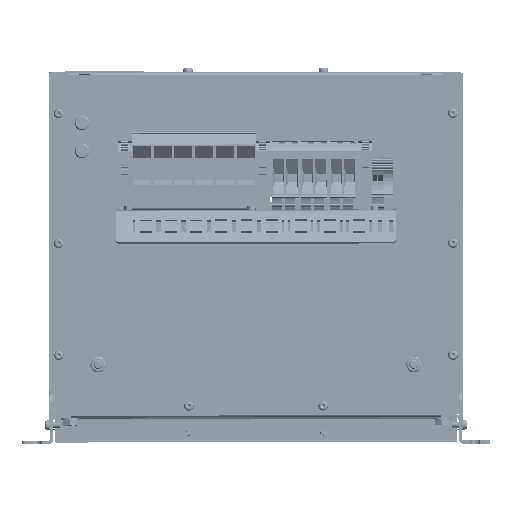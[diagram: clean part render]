
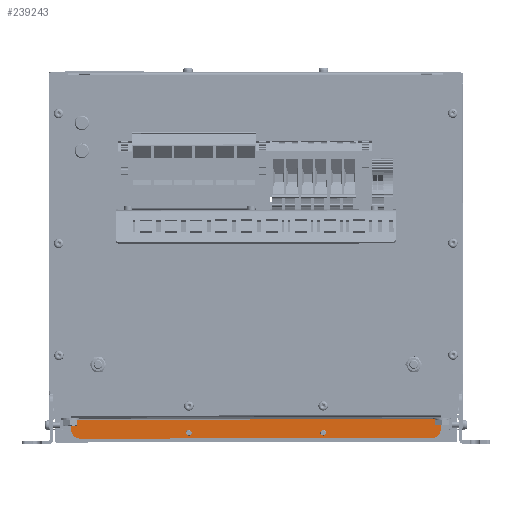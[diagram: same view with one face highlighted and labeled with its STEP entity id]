
A CAD part, left-side view. The second image highlights one B-rep face of the part: STEP entity #239243.
In plain terms, the highlighted planar face has unit normal (-1, 0, 0).
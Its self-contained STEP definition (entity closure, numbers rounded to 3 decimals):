
#9212=PLANE('',#257016);
#10898=FACE_BOUND('',#35801,.T.);
#10899=FACE_BOUND('',#35802,.T.);
#22518=FACE_OUTER_BOUND('',#35800,.T.);
#35800=EDGE_LOOP('',(#210362,#210363,#210364,#210365,#210366,#210367));
#35801=EDGE_LOOP('',(#210368));
#35802=EDGE_LOOP('',(#210369));
#61031=LINE('',#425449,#83294);
#61034=LINE('',#425459,#83297);
#61668=LINE('',#426934,#83931);
#61672=LINE('',#426947,#83935);
#83294=VECTOR('',#312825,10.);
#83297=VECTOR('',#312836,2.92);
#83931=VECTOR('',#314374,10.);
#83935=VECTOR('',#314392,10.);
#87271=CIRCLE('',#246747,2.5);
#88137=CIRCLE('',#248045,2.5);
#91033=CIRCLE('',#256551,8.);
#91034=CIRCLE('',#256555,8.);
#99594=VERTEX_POINT('',#341336);
#100288=VERTEX_POINT('',#343567);
#112375=VERTEX_POINT('',#425441);
#112376=VERTEX_POINT('',#425442);
#112377=VERTEX_POINT('',#425447);
#112378=VERTEX_POINT('',#425452);
#112379=VERTEX_POINT('',#425453);
#112380=VERTEX_POINT('',#425458);
#125215=EDGE_CURVE('',#99594,#99594,#87271,.T.);
#126320=EDGE_CURVE('',#100288,#100288,#88137,.T.);
#144826=EDGE_CURVE('',#112375,#112376,#91033,.T.);
#144830=EDGE_CURVE('',#112377,#112375,#61031,.T.);
#144831=EDGE_CURVE('',#112378,#112379,#91034,.T.);
#144834=EDGE_CURVE('',#112379,#112380,#61034,.T.);
#145571=EDGE_CURVE('',#112377,#112380,#61668,.T.);
#145579=EDGE_CURVE('',#112376,#112378,#61672,.T.);
#210362=ORIENTED_EDGE('',*,*,#144826,.F.);
#210363=ORIENTED_EDGE('',*,*,#144830,.F.);
#210364=ORIENTED_EDGE('',*,*,#145571,.T.);
#210365=ORIENTED_EDGE('',*,*,#144834,.F.);
#210366=ORIENTED_EDGE('',*,*,#144831,.F.);
#210367=ORIENTED_EDGE('',*,*,#145579,.F.);
#210368=ORIENTED_EDGE('',*,*,#125215,.T.);
#210369=ORIENTED_EDGE('',*,*,#126320,.T.);
#239243=ADVANCED_FACE('',(#22518,#10898,#10899),#9212,.F.);
#246747=AXIS2_PLACEMENT_3D('',#341338,#280577,#280578);
#248045=AXIS2_PLACEMENT_3D('',#343569,#283412,#283413);
#256551=AXIS2_PLACEMENT_3D('',#425443,#312818,#312819);
#256555=AXIS2_PLACEMENT_3D('',#425454,#312830,#312831);
#257016=AXIS2_PLACEMENT_3D('',#426948,#314393,#314394);
#280577=DIRECTION('center_axis',(1.,0.,
0.));
#280578=DIRECTION('ref_axis',(0.,-0.972,-0.234));
#283412=DIRECTION('center_axis',(1.,0.,
0.));
#283413=DIRECTION('ref_axis',(0.,-0.972,-0.234));
#312818=DIRECTION('center_axis',(1.,0.,
0.));
#312819=DIRECTION('ref_axis',(0.,-0.708,-0.706));
#312825=DIRECTION('',(0.,-0.001,-1.));
#312830=DIRECTION('center_axis',(1.,0.,
0.));
#312831=DIRECTION('ref_axis',(0.,0.706,-0.708));
#312836=DIRECTION('',(0.,0.001,1.));
#314374=DIRECTION('',(0.,1.,-0.001));
#314392=DIRECTION('',(0.,1.,-0.001));
#314393=DIRECTION('center_axis',(1.,0.,
0.));
#314394=DIRECTION('ref_axis',(0.,-0.001,
-1.));
#341336=CARTESIAN_POINT('',(293.064,45.487,-0.283));
#341338=CARTESIAN_POINT('Origin',(293.064,43.056,-0.868));
#343567=CARTESIAN_POINT('',(293.064,-74.513,-0.164));
#343569=CARTESIAN_POINT('Origin',(293.064,-76.944,-0.749));
#425441=CARTESIAN_POINT('',(293.064,-181.941,2.354));
#425442=CARTESIAN_POINT('',(293.064,-173.949,-5.653));
#425443=CARTESIAN_POINT('Origin',(293.064,-173.941,2.347));
#425447=CARTESIAN_POINT('',(293.064,-181.932,11.254));
#425449=CARTESIAN_POINT('',(293.064,-181.932,11.254));
#425452=CARTESIAN_POINT('',(293.064,140.051,-5.964));
#425453=CARTESIAN_POINT('',(293.064,148.059,2.029));
#425454=CARTESIAN_POINT('Origin',(293.064,140.059,2.036));
#425458=CARTESIAN_POINT('',(293.064,148.068,10.929));
#425459=CARTESIAN_POINT('',(293.064,148.077,20.102));
#426934=CARTESIAN_POINT('',(293.064,-16.932,11.092));
#426947=CARTESIAN_POINT('',(293.064,-181.949,-5.646));
#426948=CARTESIAN_POINT('Origin',(293.064,-16.938,4.935));
